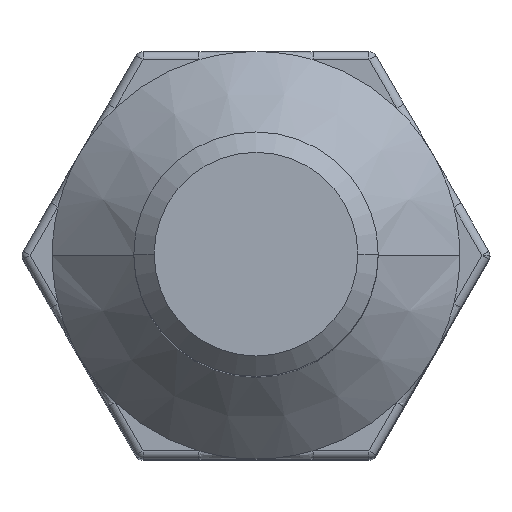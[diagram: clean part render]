
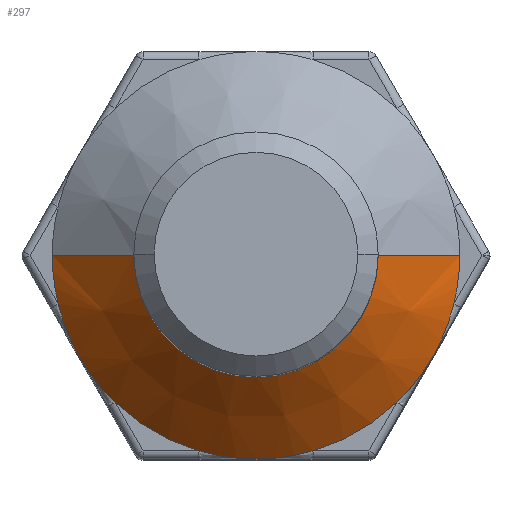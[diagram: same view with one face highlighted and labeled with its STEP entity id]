
A CAD part, top view. The second image highlights one B-rep face of the part: STEP entity #297.
In plain terms, the highlighted conical face has half-angle 45 degrees and reference radius 1.5 mm.
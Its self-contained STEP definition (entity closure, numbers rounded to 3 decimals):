
#7 = VERTEX_POINT ( 'NONE', #2065 ) ;
#11 = DIRECTION ( 'NONE',  ( 0., 0., 1. ) ) ;
#14 = CARTESIAN_POINT ( 'NONE',  ( 0., 0., 0. ) ) ;
#17 = DIRECTION ( 'NONE',  ( 1., 0., 0. ) ) ;
#27 = DIRECTION ( 'NONE',  ( 1., 0., 0. ) ) ;
#31 = DIRECTION ( 'NONE',  ( 0., 0., 1. ) ) ;
#50 = CARTESIAN_POINT ( 'NONE',  ( 0., 0., 0. ) ) ;
#67 = DIRECTION ( 'NONE',  ( 1., 0., 0. ) ) ;
#73 = DIRECTION ( 'NONE',  ( 0., 0., 1. ) ) ;
#101 = CARTESIAN_POINT ( 'NONE',  ( 0., 0., 0. ) ) ;
#132 = DIRECTION ( 'NONE',  ( 1., 0., 0. ) ) ;
#147 = DIRECTION ( 'NONE',  ( 0., 0., 1. ) ) ;
#149 = CARTESIAN_POINT ( 'NONE',  ( 0., 0., 0. ) ) ;
#151 = CARTESIAN_POINT ( 'NONE',  ( 0., 0., 0. ) ) ;
#154 = DIRECTION ( 'NONE',  ( 1., 0., 0. ) ) ;
#164 = DIRECTION ( 'NONE',  ( 1., 0., 0. ) ) ;
#170 = DIRECTION ( 'NONE',  ( 0., 0., 1. ) ) ;
#173 = CARTESIAN_POINT ( 'NONE',  ( 0., 0., 0. ) ) ;
#178 = DIRECTION ( 'NONE',  ( -1., 0., 0. ) ) ;
#244 = EDGE_CURVE ( 'NONE', #1090, #1238, #870, .T. ) ;
#274 = CARTESIAN_POINT ( 'NONE',  ( 1.5, 0., 1. ) ) ;
#297 = ADVANCED_FACE ( 'NONE', ( #887 ), #1620, .T. ) ;
#407 = DIRECTION ( 'NONE',  ( -1., 0., 0. ) ) ;
#421 = CARTESIAN_POINT ( 'NONE',  ( 2.165, -1.25, 0. ) ) ;
#445 = CIRCLE ( 'NONE', #1061, 2.5 ) ;
#452 = CIRCLE ( 'NONE', #1080, 2.5 ) ;
#453 = CIRCLE ( 'NONE', #1066, 2.5 ) ;
#457 = CIRCLE ( 'NONE', #1085, 2.5 ) ;
#459 = CIRCLE ( 'NONE', #1089, 2.5 ) ;
#461 = CARTESIAN_POINT ( 'NONE',  ( 0., 0., 1. ) ) ;
#474 = CIRCLE ( 'NONE', #1127, 2.5 ) ;
#478 = CIRCLE ( 'NONE', #1191, 2.5 ) ;
#502 = CIRCLE ( 'NONE', #1098, 2.5 ) ;
#503 = CARTESIAN_POINT ( 'NONE',  ( 0., 0., 0. ) ) ;
#518 = VERTEX_POINT ( 'NONE', #778 ) ;
#556 = DIRECTION ( 'NONE',  ( 1., 0., 0. ) ) ;
#562 = DIRECTION ( 'NONE',  ( 0., 0., 1. ) ) ;
#575 = CARTESIAN_POINT ( 'NONE',  ( 0., 0., 0. ) ) ;
#661 = EDGE_CURVE ( 'NONE', #1857, #2201, #1206, .T. ) ;
#671 = DIRECTION ( 'NONE',  ( 0., 0., 1. ) ) ;
#694 = CARTESIAN_POINT ( 'NONE',  ( -2.165, -1.25, 0. ) ) ;
#698 = DIRECTION ( 'NONE',  ( 0., 0., 1. ) ) ;
#744 = VERTEX_POINT ( 'NONE', #1567 ) ;
#758 = EDGE_CURVE ( 'NONE', #518, #1090, #962, .T. ) ;
#778 = CARTESIAN_POINT ( 'NONE',  ( -1.5, 0., 1. ) ) ;
#796 = EDGE_CURVE ( 'NONE', #1857, #518, #911, .T. ) ;
#807 = CARTESIAN_POINT ( 'NONE',  ( -2.428, -0.594, 0. ) ) ;
#845 = DIRECTION ( 'NONE',  ( 1., 0., 0. ) ) ;
#870 = CIRCLE ( 'NONE', #1743, 2.5 ) ;
#871 = VERTEX_POINT ( 'NONE', #1931 ) ;
#887 = FACE_OUTER_BOUND ( 'NONE', #2256, .T. ) ;
#911 = CIRCLE ( 'NONE', #1632, 1.5 ) ;
#920 = VERTEX_POINT ( 'NONE', #1725 ) ;
#942 = VECTOR ( 'NONE', #1609, 1000. ) ;
#962 = LINE ( 'NONE', #1975, #942 ) ;
#1000 = VERTEX_POINT ( 'NONE', #1555 ) ;
#1061 = AXIS2_PLACEMENT_3D ( 'NONE', #503, #1987, #154 ) ;
#1066 = AXIS2_PLACEMENT_3D ( 'NONE', #1806, #671, #845 ) ;
#1080 = AXIS2_PLACEMENT_3D ( 'NONE', #1690, #698, #2284 ) ;
#1084 = VERTEX_POINT ( 'NONE', #1624 ) ;
#1085 = AXIS2_PLACEMENT_3D ( 'NONE', #149, #1964, #2146 ) ;
#1089 = AXIS2_PLACEMENT_3D ( 'NONE', #14, #11, #17 ) ;
#1090 = VERTEX_POINT ( 'NONE', #2262 ) ;
#1098 = AXIS2_PLACEMENT_3D ( 'NONE', #50, #31, #27 ) ;
#1127 = AXIS2_PLACEMENT_3D ( 'NONE', #101, #73, #67 ) ;
#1149 = DIRECTION ( 'NONE',  ( 0., 0., -1. ) ) ;
#1157 = CARTESIAN_POINT ( 'NONE',  ( 2.5, 0., 0. ) ) ;
#1181 = VECTOR ( 'NONE', #1419, 1000. ) ;
#1191 = AXIS2_PLACEMENT_3D ( 'NONE', #151, #147, #132 ) ;
#1196 = AXIS2_PLACEMENT_3D ( 'NONE', #173, #170, #164 ) ;
#1206 = LINE ( 'NONE', #1282, #1181 ) ;
#1238 = VERTEX_POINT ( 'NONE', #807 ) ;
#1282 = CARTESIAN_POINT ( 'NONE',  ( 1.5, 0., 1. ) ) ;
#1311 = AXIS2_PLACEMENT_3D ( 'NONE', #461, #1149, #407 ) ;
#1419 = DIRECTION ( 'NONE',  ( 0.707, 0., -0.707 ) ) ;
#1555 = CARTESIAN_POINT ( 'NONE',  ( 0.7, -2.4, 0. ) ) ;
#1567 = CARTESIAN_POINT ( 'NONE',  ( -0.7, -2.4, 0. ) ) ;
#1609 = DIRECTION ( 'NONE',  ( -0.707, 0., -0.707 ) ) ;
#1616 = VERTEX_POINT ( 'NONE', #421 ) ;
#1620 = CONICAL_SURFACE ( 'NONE', #1311, 1.5, 0.785 ) ;
#1624 = CARTESIAN_POINT ( 'NONE',  ( -1.728, -1.806, 0. ) ) ;
#1632 = AXIS2_PLACEMENT_3D ( 'NONE', #2257, #2069, #178 ) ;
#1660 = ORIENTED_EDGE ( 'NONE', *, *, #661, .F. ) ;
#1678 = ORIENTED_EDGE ( 'NONE', *, *, #796, .T. ) ;
#1683 = ORIENTED_EDGE ( 'NONE', *, *, #758, .T. ) ;
#1685 = ORIENTED_EDGE ( 'NONE', *, *, #244, .T. ) ;
#1690 = CARTESIAN_POINT ( 'NONE',  ( 0., 0., 0. ) ) ;
#1704 = ORIENTED_EDGE ( 'NONE', *, *, #1962, .T. ) ;
#1710 = ORIENTED_EDGE ( 'NONE', *, *, #1969, .T. ) ;
#1716 = ORIENTED_EDGE ( 'NONE', *, *, #1974, .T. ) ;
#1725 = CARTESIAN_POINT ( 'NONE',  ( 2.428, -0.594, 0. ) ) ;
#1733 = ORIENTED_EDGE ( 'NONE', *, *, #1982, .T. ) ;
#1735 = ORIENTED_EDGE ( 'NONE', *, *, #1986, .T. ) ;
#1739 = CIRCLE ( 'NONE', #1196, 2.5 ) ;
#1741 = ORIENTED_EDGE ( 'NONE', *, *, #1988, .T. ) ;
#1743 = AXIS2_PLACEMENT_3D ( 'NONE', #575, #562, #556 ) ;
#1745 = ORIENTED_EDGE ( 'NONE', *, *, #1990, .T. ) ;
#1748 = ORIENTED_EDGE ( 'NONE', *, *, #1998, .T. ) ;
#1752 = ORIENTED_EDGE ( 'NONE', *, *, #2002, .T. ) ;
#1806 = CARTESIAN_POINT ( 'NONE',  ( 0., 0., 0. ) ) ;
#1857 = VERTEX_POINT ( 'NONE', #274 ) ;
#1931 = CARTESIAN_POINT ( 'NONE',  ( 0., -2.5, 0. ) ) ;
#1962 = EDGE_CURVE ( 'NONE', #1238, #2283, #1739, .T. ) ;
#1964 = DIRECTION ( 'NONE',  ( 0., 0., 1. ) ) ;
#1969 = EDGE_CURVE ( 'NONE', #2283, #1084, #478, .T. ) ;
#1974 = EDGE_CURVE ( 'NONE', #1084, #744, #474, .T. ) ;
#1975 = CARTESIAN_POINT ( 'NONE',  ( -1.5, 0., 1. ) ) ;
#1982 = EDGE_CURVE ( 'NONE', #744, #871, #502, .T. ) ;
#1986 = EDGE_CURVE ( 'NONE', #871, #1000, #459, .T. ) ;
#1987 = DIRECTION ( 'NONE',  ( 0., 0., 1. ) ) ;
#1988 = EDGE_CURVE ( 'NONE', #1000, #7, #457, .T. ) ;
#1990 = EDGE_CURVE ( 'NONE', #7, #1616, #452, .T. ) ;
#1998 = EDGE_CURVE ( 'NONE', #1616, #920, #453, .T. ) ;
#2002 = EDGE_CURVE ( 'NONE', #920, #2201, #445, .T. ) ;
#2065 = CARTESIAN_POINT ( 'NONE',  ( 1.728, -1.806, 0. ) ) ;
#2069 = DIRECTION ( 'NONE',  ( 0., 0., -1. ) ) ;
#2146 = DIRECTION ( 'NONE',  ( 1., 0., 0. ) ) ;
#2201 = VERTEX_POINT ( 'NONE', #1157 ) ;
#2256 = EDGE_LOOP ( 'NONE', ( #1660, #1678, #1683, #1685, #1704, #1710, #1716, #1733, #1735, #1741, #1745, #1748, #1752 ) ) ;
#2257 = CARTESIAN_POINT ( 'NONE',  ( 0., 0., 1. ) ) ;
#2262 = CARTESIAN_POINT ( 'NONE',  ( -2.5, 0., 0. ) ) ;
#2283 = VERTEX_POINT ( 'NONE', #694 ) ;
#2284 = DIRECTION ( 'NONE',  ( 1., 0., 0. ) ) ;
